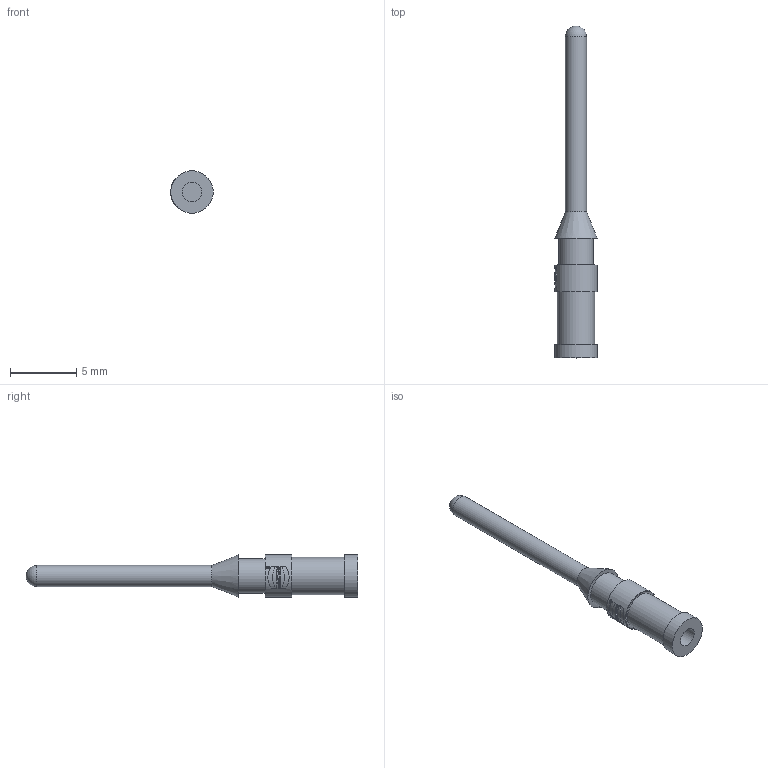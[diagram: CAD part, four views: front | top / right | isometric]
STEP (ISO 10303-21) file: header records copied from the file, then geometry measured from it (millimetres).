
FILE_DESCRIPTION(/* description */ (''),/* implementation_level */ '2;1');
FILE_NAME(/* name */ '100105256ugm000_b.stp',/* time_stamp */ '2017-09-28T16:56:55+02:00',/* author */ (''),/* organization */ (''),/* preprocessor_version */ 'ST-DEVELOPER v16',/* originating_system */ 'SIEMENS PLM Software NX 10.0',/* authorisation */ '');
FILE_SCHEMA (('AUTOMOTIVE_DESIGN { 1 0 10303 214 3 1 1 1 }'));
Length unit declared in the file: millimetre
Products named in the file (1): 100105256ugm000_b
Bounding box: 3.2 x 25 x 3.2 mm (x, y, z)
Volume: 83.1 mm3; surface area: 242.5 mm2
Topology: 1 solids, 2 shells, 117 faces, 382 edges, 369 vertices
Faces by surface type: plane 81, cylinder 32, extrusion 2, cone 1, sphere 1
Full cylindrical faces by diameter (mm): 0.182 x1, 0.215 x1, 1.45 x1, 1.6 x1, 2.6 x1, 2.8 x1, 3.1 x1, 3.2 x2
Entity records: 5063 total; most frequent: CARTESIAN_POINT 1453, DIRECTION 686, ORIENTED_EDGE 546, EDGE_CURVE 274, AXIS2_PLACEMENT_3D 233, VECTOR 220, LINE 218, VERTEX_POINT 190
